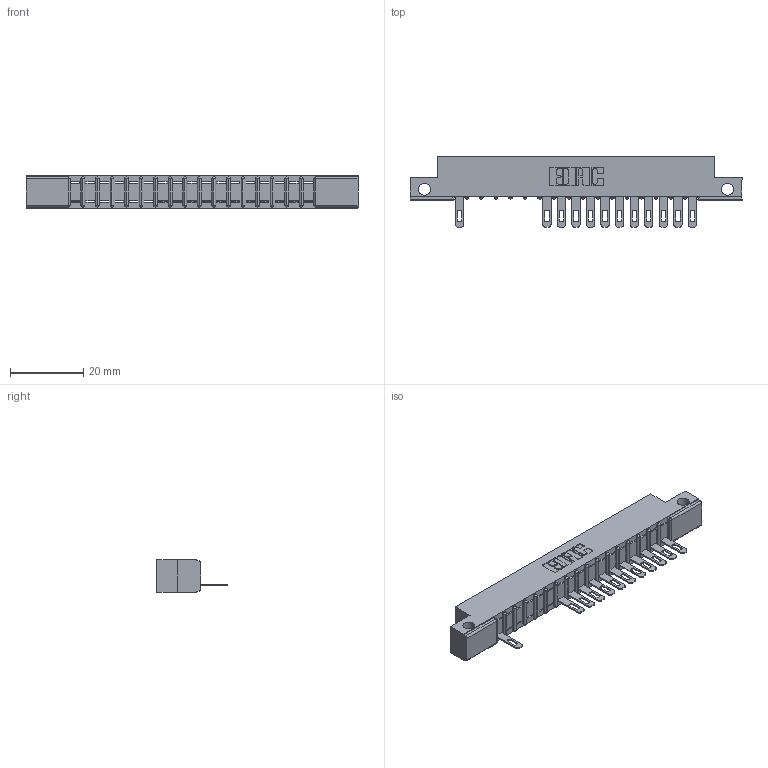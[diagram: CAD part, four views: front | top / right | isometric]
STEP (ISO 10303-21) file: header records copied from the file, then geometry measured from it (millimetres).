
FILE_DESCRIPTION (( 'STEP AP203' ), '1' );
FILE_NAME ('357-017-505-112.STEP', '2018-08-08T03:18:19', ( '' ), ( '' ), 'SwSTEP 2.0', 'SolidWorks 2016', '' );
FILE_SCHEMA (( 'CONFIG_CONTROL_DESIGN' ));
Length unit declared in the file: inch
Products named in the file (3): 307 Part_.128 Dia Side Mounting Holes; 307-290-001_505; 357-017-505-112
Assembly tree (13 placements, depth 2):
  357-017-505-112
    307 Part_.128 Dia Side Mounting Holes
    307-290-001_505  x12
Bounding box: 90.37 x 19.18 x 8.71 mm (x, y, z)
Volume: 5586.1 mm3; surface area: 7979.6 mm2
Topology: 13 solids, 13 shells, 908 faces, 2587 edges, 1658 vertices
Faces by surface type: plane 562, cylinder 310, sphere 36
Entity records: 17472 total; most frequent: CARTESIAN_POINT 2955, ORIENTED_EDGE 2946, DIRECTION 2885, EDGE_CURVE 1473, VECTOR 1117, LINE 1117, VERTEX_POINT 954, AXIS2_PLACEMENT_3D 884
